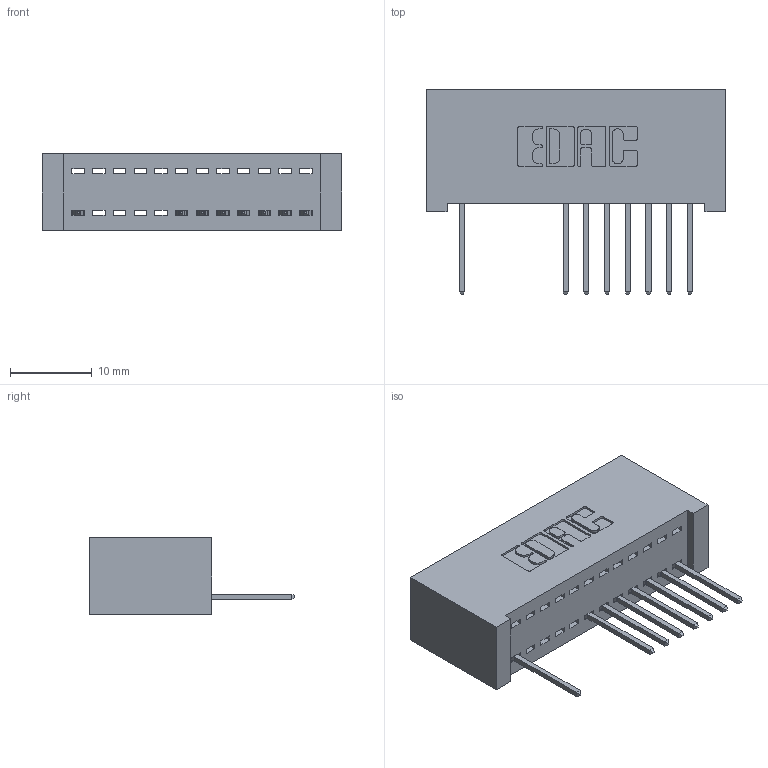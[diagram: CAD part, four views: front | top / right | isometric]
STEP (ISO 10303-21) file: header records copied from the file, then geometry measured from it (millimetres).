
FILE_DESCRIPTION (( 'STEP AP203' ), '1' );
FILE_NAME ('392-012-523-101.STEP', '2018-08-14T21:48:30', ( '' ), ( '' ), 'SwSTEP 2.0', 'SolidWorks 2016', '' );
FILE_SCHEMA (( 'CONFIG_CONTROL_DESIGN' ));
Length unit declared in the file: inch
Products named in the file (3): 342 Part_Lugless; 345-292-001_345-293-123; 392-012-523-101
Assembly tree (9 placements, depth 2):
  392-012-523-101
    342 Part_Lugless
    345-292-001_345-293-123  x8
Bounding box: 36.73 x 25.15 x 9.4 mm (x, y, z)
Volume: 3470 mm3; surface area: 4629.2 mm2
Topology: 9 solids, 9 shells, 614 faces, 1851 edges, 1222 vertices
Faces by surface type: plane 446, cylinder 168
Entity records: 10697 total; most frequent: CARTESIAN_POINT 1874, ORIENTED_EDGE 1826, DIRECTION 1629, EDGE_CURVE 913, VECTOR 793, LINE 793, VERTEX_POINT 606, AXIS2_PLACEMENT_3D 418
